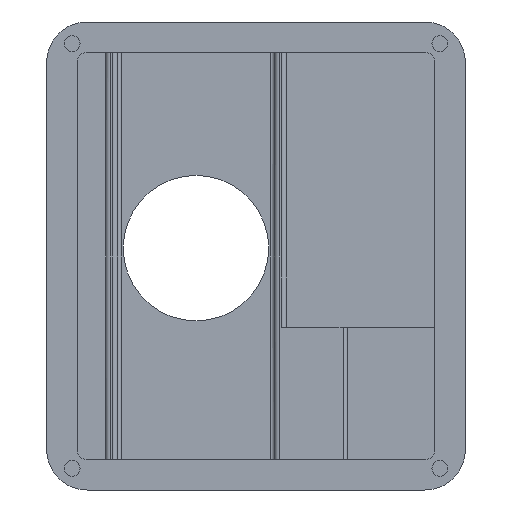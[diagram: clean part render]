
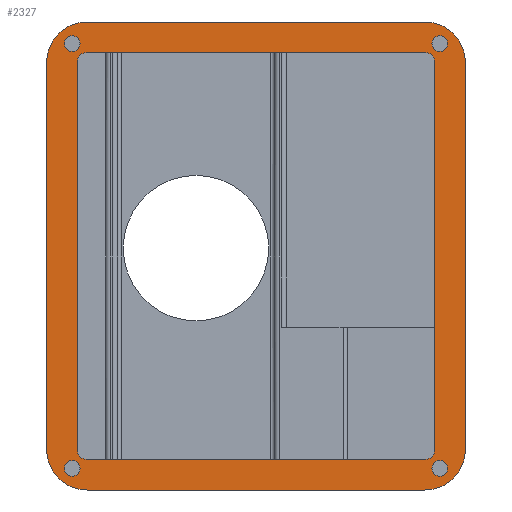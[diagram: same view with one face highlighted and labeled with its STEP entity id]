
A CAD part, left-side view. The second image highlights one B-rep face of the part: STEP entity #2327.
In plain terms, the highlighted planar face has unit normal (-1, 0, 0).
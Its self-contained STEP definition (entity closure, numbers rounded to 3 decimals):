
#140=CIRCLE('',#2478,2.);
#142=CIRCLE('',#2482,2.);
#144=CIRCLE('',#2486,2.);
#146=CIRCLE('',#2490,2.);
#148=CIRCLE('',#2494,10.3);
#149=CIRCLE('',#2495,10.3);
#150=CIRCLE('',#2496,10.3);
#151=CIRCLE('',#2497,10.3);
#152=CIRCLE('',#2498,2.3);
#153=CIRCLE('',#2499,2.3);
#154=CIRCLE('',#2500,2.3);
#155=CIRCLE('',#2501,2.3);
#171=FACE_BOUND('',#379,.T.);
#172=FACE_BOUND('',#380,.T.);
#173=FACE_BOUND('',#381,.T.);
#174=FACE_BOUND('',#382,.T.);
#175=FACE_BOUND('',#383,.T.);
#234=FACE_OUTER_BOUND('',#378,.T.);
#378=EDGE_LOOP('',(#1740,#1741,#1742,#1743,#1744,#1745,#1746,#1747));
#379=EDGE_LOOP('',(#1748));
#380=EDGE_LOOP('',(#1749));
#381=EDGE_LOOP('',(#1750));
#382=EDGE_LOOP('',(#1751));
#383=EDGE_LOOP('',(#1752,#1753,#1754,#1755,#1756,#1757,#1758,#1759));
#573=LINE('',#3258,#819);
#585=LINE('',#3279,#831);
#600=LINE('',#3336,#846);
#601=LINE('',#3341,#847);
#602=LINE('',#3344,#848);
#603=LINE('',#3347,#849);
#604=LINE('',#3351,#850);
#605=LINE('',#3355,#851);
#819=VECTOR('',#2729,10.);
#831=VECTOR('',#2747,10.);
#846=VECTOR('',#2810,10.);
#847=VECTOR('',#2815,10.);
#848=VECTOR('',#2818,10.);
#849=VECTOR('',#2819,10.);
#850=VECTOR('',#2822,10.);
#851=VECTOR('',#2825,10.);
#1028=VERTEX_POINT('',#3255);
#1029=VERTEX_POINT('',#3257);
#1034=VERTEX_POINT('',#3277);
#1035=VERTEX_POINT('',#3278);
#1043=VERTEX_POINT('',#3304);
#1045=VERTEX_POINT('',#3311);
#1047=VERTEX_POINT('',#3318);
#1049=VERTEX_POINT('',#3325);
#1051=VERTEX_POINT('',#3332);
#1052=VERTEX_POINT('',#3333);
#1053=VERTEX_POINT('',#3335);
#1054=VERTEX_POINT('',#3338);
#1055=VERTEX_POINT('',#3340);
#1056=VERTEX_POINT('',#3342);
#1057=VERTEX_POINT('',#3345);
#1058=VERTEX_POINT('',#3346);
#1059=VERTEX_POINT('',#3348);
#1060=VERTEX_POINT('',#3350);
#1061=VERTEX_POINT('',#3352);
#1062=VERTEX_POINT('',#3354);
#1266=EDGE_CURVE('',#1028,#1029,#573,.F.);
#1278=EDGE_CURVE('',#1034,#1035,#585,.T.);
#1290=EDGE_CURVE('',#1043,#1043,#140,.T.);
#1293=EDGE_CURVE('',#1045,#1045,#142,.T.);
#1296=EDGE_CURVE('',#1047,#1047,#144,.T.);
#1299=EDGE_CURVE('',#1049,#1049,#146,.T.);
#1302=EDGE_CURVE('',#1051,#1052,#148,.T.);
#1303=EDGE_CURVE('',#1053,#1051,#600,.T.);
#1304=EDGE_CURVE('',#1035,#1053,#149,.T.);
#1305=EDGE_CURVE('',#1054,#1034,#150,.T.);
#1306=EDGE_CURVE('',#1055,#1054,#601,.T.);
#1307=EDGE_CURVE('',#1056,#1055,#151,.T.);
#1308=EDGE_CURVE('',#1052,#1056,#602,.T.);
#1309=EDGE_CURVE('',#1057,#1058,#603,.F.);
#1310=EDGE_CURVE('',#1057,#1059,#152,.T.);
#1311=EDGE_CURVE('',#1060,#1059,#604,.F.);
#1312=EDGE_CURVE('',#1060,#1061,#153,.T.);
#1313=EDGE_CURVE('',#1062,#1061,#605,.F.);
#1314=EDGE_CURVE('',#1062,#1029,#154,.T.);
#1315=EDGE_CURVE('',#1028,#1058,#155,.T.);
#1740=ORIENTED_EDGE('',*,*,#1302,.F.);
#1741=ORIENTED_EDGE('',*,*,#1303,.F.);
#1742=ORIENTED_EDGE('',*,*,#1304,.F.);
#1743=ORIENTED_EDGE('',*,*,#1278,.F.);
#1744=ORIENTED_EDGE('',*,*,#1305,.F.);
#1745=ORIENTED_EDGE('',*,*,#1306,.F.);
#1746=ORIENTED_EDGE('',*,*,#1307,.F.);
#1747=ORIENTED_EDGE('',*,*,#1308,.F.);
#1748=ORIENTED_EDGE('',*,*,#1290,.T.);
#1749=ORIENTED_EDGE('',*,*,#1293,.T.);
#1750=ORIENTED_EDGE('',*,*,#1296,.T.);
#1751=ORIENTED_EDGE('',*,*,#1299,.T.);
#1752=ORIENTED_EDGE('',*,*,#1309,.F.);
#1753=ORIENTED_EDGE('',*,*,#1310,.T.);
#1754=ORIENTED_EDGE('',*,*,#1311,.F.);
#1755=ORIENTED_EDGE('',*,*,#1312,.T.);
#1756=ORIENTED_EDGE('',*,*,#1313,.F.);
#1757=ORIENTED_EDGE('',*,*,#1314,.T.);
#1758=ORIENTED_EDGE('',*,*,#1266,.F.);
#1759=ORIENTED_EDGE('',*,*,#1315,.T.);
#2241=PLANE('',#2493);
#2327=ADVANCED_FACE('',(#234,#171,#172,#173,#174,#175),#2241,.F.);
#2478=AXIS2_PLACEMENT_3D('',#3305,#2772,#2773);
#2482=AXIS2_PLACEMENT_3D('',#3312,#2781,#2782);
#2486=AXIS2_PLACEMENT_3D('',#3319,#2790,#2791);
#2490=AXIS2_PLACEMENT_3D('',#3326,#2799,#2800);
#2493=AXIS2_PLACEMENT_3D('',#3331,#2806,#2807);
#2494=AXIS2_PLACEMENT_3D('',#3334,#2808,#2809);
#2495=AXIS2_PLACEMENT_3D('',#3337,#2811,#2812);
#2496=AXIS2_PLACEMENT_3D('',#3339,#2813,#2814);
#2497=AXIS2_PLACEMENT_3D('',#3343,#2816,#2817);
#2498=AXIS2_PLACEMENT_3D('',#3349,#2820,#2821);
#2499=AXIS2_PLACEMENT_3D('',#3353,#2823,#2824);
#2500=AXIS2_PLACEMENT_3D('',#3356,#2826,#2827);
#2501=AXIS2_PLACEMENT_3D('',#3357,#2828,#2829);
#2729=DIRECTION('',(0.,0.,-1.));
#2747=DIRECTION('',(0.,0.,-1.));
#2772=DIRECTION('center_axis',(1.,0.,0.));
#2773=DIRECTION('ref_axis',(0.,0.,-1.));
#2781=DIRECTION('center_axis',(1.,0.,0.));
#2782=DIRECTION('ref_axis',(0.,0.,-1.));
#2790=DIRECTION('center_axis',(1.,0.,0.));
#2791=DIRECTION('ref_axis',(0.,0.,-1.));
#2799=DIRECTION('center_axis',(1.,0.,0.));
#2800=DIRECTION('ref_axis',(0.,0.,-1.));
#2806=DIRECTION('center_axis',(1.,0.,0.));
#2807=DIRECTION('ref_axis',(0.,0.,-1.));
#2808=DIRECTION('center_axis',(1.,0.,0.));
#2809=DIRECTION('ref_axis',(0.,1.,0.));
#2810=DIRECTION('',(0.,1.,0.));
#2811=DIRECTION('center_axis',(1.,0.,0.));
#2812=DIRECTION('ref_axis',(0.,0.,-1.));
#2813=DIRECTION('center_axis',(1.,0.,0.));
#2814=DIRECTION('ref_axis',(0.,-1.,0.));
#2815=DIRECTION('',(0.,-1.,0.));
#2816=DIRECTION('center_axis',(1.,0.,0.));
#2817=DIRECTION('ref_axis',(0.,0.,1.));
#2818=DIRECTION('',(0.,0.,1.));
#2819=DIRECTION('',(0.,1.,0.));
#2820=DIRECTION('center_axis',(1.,0.,0.));
#2821=DIRECTION('ref_axis',(0.,0.707,-0.707));
#2822=DIRECTION('',(0.,0.,1.));
#2823=DIRECTION('center_axis',(1.,0.,0.));
#2824=DIRECTION('ref_axis',(0.,0.707,0.707));
#2825=DIRECTION('',(0.,-1.,0.));
#2826=DIRECTION('center_axis',(1.,0.,0.));
#2827=DIRECTION('ref_axis',(0.,-0.707,0.707));
#2828=DIRECTION('center_axis',(1.,0.,0.));
#2829=DIRECTION('ref_axis',(0.,-0.707,-0.707));
#3255=CARTESIAN_POINT('',(-4.9,-18.7,-0.4));
#3257=CARTESIAN_POINT('',(-4.9,-18.7,98.4));
#3258=CARTESIAN_POINT('',(-4.9,-18.7,73.6));
#3277=CARTESIAN_POINT('',(-4.9,-26.5,98.2));
#3278=CARTESIAN_POINT('',(-4.9,-26.5,-0.2));
#3279=CARTESIAN_POINT('',(-4.9,-26.5,24.4));
#3304=CARTESIAN_POINT('',(-4.9,-20.,-3.));
#3305=CARTESIAN_POINT('Origin',(-4.9,-20.,-5.));
#3311=CARTESIAN_POINT('',(-4.9,73.5,-3.));
#3312=CARTESIAN_POINT('Origin',(-4.9,73.5,-5.));
#3318=CARTESIAN_POINT('',(-4.9,-20.,105.));
#3319=CARTESIAN_POINT('Origin',(-4.9,-20.,103.));
#3325=CARTESIAN_POINT('',(-4.9,73.5,105.));
#3326=CARTESIAN_POINT('Origin',(-4.9,73.5,103.));
#3331=CARTESIAN_POINT('Origin',(-4.9,26.754,49.));
#3332=CARTESIAN_POINT('',(-4.9,69.7,-10.5));
#3333=CARTESIAN_POINT('',(-4.9,80.,-0.2));
#3334=CARTESIAN_POINT('Origin',(-4.9,69.7,-0.2));
#3335=CARTESIAN_POINT('',(-4.9,-16.2,-10.5));
#3336=CARTESIAN_POINT('',(-4.9,48.227,-10.5));
#3337=CARTESIAN_POINT('Origin',(-4.9,-16.2,-0.2));
#3338=CARTESIAN_POINT('',(-4.9,-16.2,108.5));
#3339=CARTESIAN_POINT('Origin',(-4.9,-16.2,98.2));
#3340=CARTESIAN_POINT('',(-4.9,69.7,108.5));
#3341=CARTESIAN_POINT('',(-4.9,5.277,108.5));
#3342=CARTESIAN_POINT('',(-4.9,80.,98.2));
#3343=CARTESIAN_POINT('Origin',(-4.9,69.7,98.2));
#3344=CARTESIAN_POINT('',(-4.9,80.,73.6));
#3345=CARTESIAN_POINT('',(-4.9,69.9,-2.7));
#3346=CARTESIAN_POINT('',(-4.9,-16.4,-2.7));
#3347=CARTESIAN_POINT('',(-4.9,5.275,-2.7));
#3348=CARTESIAN_POINT('',(-4.9,72.2,-0.4));
#3349=CARTESIAN_POINT('Origin',(-4.9,69.9,-0.4));
#3350=CARTESIAN_POINT('',(-4.9,72.2,98.4));
#3351=CARTESIAN_POINT('',(-4.9,72.2,24.4));
#3352=CARTESIAN_POINT('',(-4.9,69.9,100.7));
#3353=CARTESIAN_POINT('Origin',(-4.9,69.9,98.4));
#3354=CARTESIAN_POINT('',(-4.9,-16.4,100.7));
#3355=CARTESIAN_POINT('',(-4.9,48.225,100.7));
#3356=CARTESIAN_POINT('Origin',(-4.9,-16.4,98.4));
#3357=CARTESIAN_POINT('Origin',(-4.9,-16.4,-0.4));
